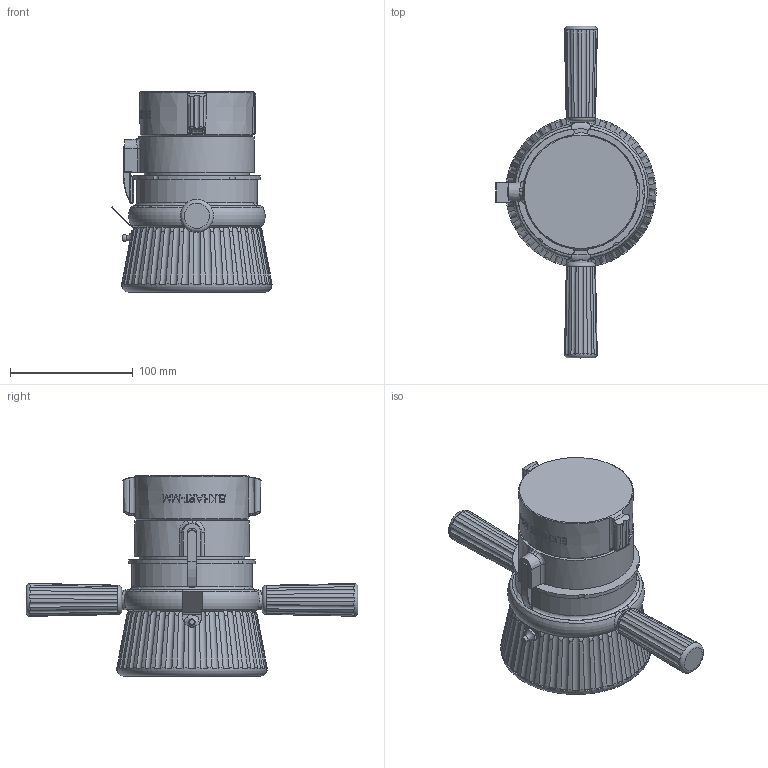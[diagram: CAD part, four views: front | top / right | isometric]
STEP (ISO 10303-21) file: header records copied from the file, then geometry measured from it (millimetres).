
FILE_DESCRIPTION (( 'STEP AP203' ), '1' );
FILE_NAME ('CJ-B_Defeatured.STEP', '2023-05-09T18:25:01', ( '' ), ( '' ), 'SwSTEP 2.0', 'SolidWorks 2021', '' );
FILE_SCHEMA (( 'CONFIG_CONTROL_DESIGN' ));
Length unit declared in the file: inch
Products named in the file (1): CJ-B_Defeatured
Bounding box: 130.36 x 269.98 x 163.27 mm (x, y, z)
Volume: 1421583.9 mm3; surface area: 103060.7 mm2
Topology: 1 solids, 1 shells, 512 faces, 1438 edges, 939 vertices
Faces by surface type: cone 136, cylinder 126, plane 105, torus 71, bspline 68, sphere 6
Full cylindrical faces by diameter (mm): 78.359 x1, 85.573 x1, 98.196 x1
Entity records: 23316 total; most frequent: CARTESIAN_POINT 11726, ORIENTED_EDGE 2792, DIRECTION 1952, EDGE_CURVE 1396, VERTEX_POINT 927, AXIS2_PLACEMENT_3D 903, B_SPLINE_CURVE_WITH_KNOTS 721, EDGE_LOOP 555
